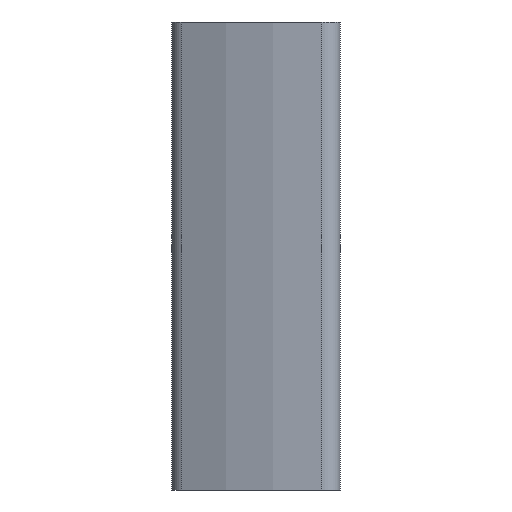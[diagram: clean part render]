
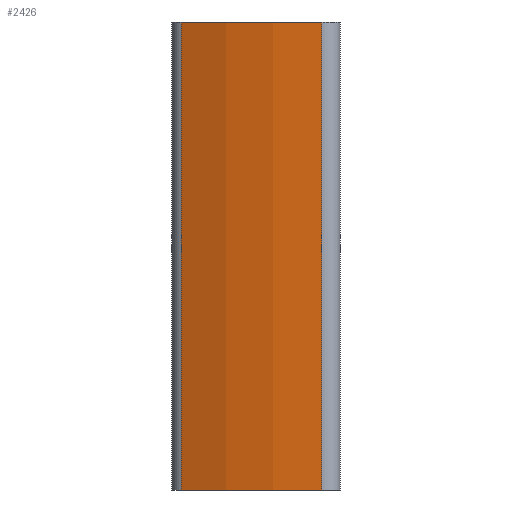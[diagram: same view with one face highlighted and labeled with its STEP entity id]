
A CAD part, left-side view. The second image highlights one B-rep face of the part: STEP entity #2426.
In plain terms, the highlighted cylindrical face has radius 60 mm (diameter 120 mm), a partial arc.
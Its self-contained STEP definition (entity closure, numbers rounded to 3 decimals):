
#2398 = VERTEX_POINT('',#2399);
#2399 = CARTESIAN_POINT('',(367.991,275.582,0.));
#2408 = VERTEX_POINT('',#2409);
#2409 = CARTESIAN_POINT('',(367.991,275.582,-80.));
#2416 = EDGE_CURVE('',#2398,#2408,#2417,.T.);
#2417 = LINE('',#2418,#2419);
#2418 = CARTESIAN_POINT('',(367.991,275.582,0.));
#2419 = VECTOR('',#2420,1.);
#2420 = DIRECTION('',(0.,0.,-1.));
#2426 = ADVANCED_FACE('',(#2427),#2454,.T.);
#2427 = FACE_BOUND('',#2428,.T.);
#2428 = EDGE_LOOP('',(#2429,#2438,#2439,#2448));
#2429 = ORIENTED_EDGE('',*,*,#2430,.F.);
#2430 = EDGE_CURVE('',#2398,#2431,#2433,.T.);
#2431 = VERTEX_POINT('',#2432);
#2432 = CARTESIAN_POINT('',(361.543,251.516,0.));
#2433 = CIRCLE('',#2434,60.);
#2434 = AXIS2_PLACEMENT_3D('',#2435,#2436,#2437);
#2435 = CARTESIAN_POINT('',(421.46,248.359,0.));
#2436 = DIRECTION('',(0.,0.,1.));
#2437 = DIRECTION('',(-0.891,0.454,0.));
#2438 = ORIENTED_EDGE('',*,*,#2416,.T.);
#2439 = ORIENTED_EDGE('',*,*,#2440,.F.);
#2440 = EDGE_CURVE('',#2441,#2408,#2443,.T.);
#2441 = VERTEX_POINT('',#2442);
#2442 = CARTESIAN_POINT('',(361.543,251.516,-80.));
#2443 = CIRCLE('',#2444,60.);
#2444 = AXIS2_PLACEMENT_3D('',#2445,#2446,#2447);
#2445 = CARTESIAN_POINT('',(421.46,248.359,-80.));
#2446 = DIRECTION('',(0.,0.,-1.));
#2447 = DIRECTION('',(-0.966,0.259,0.));
#2448 = ORIENTED_EDGE('',*,*,#2449,.F.);
#2449 = EDGE_CURVE('',#2431,#2441,#2450,.T.);
#2450 = LINE('',#2451,#2452);
#2451 = CARTESIAN_POINT('',(361.543,251.516,0.));
#2452 = VECTOR('',#2453,1.);
#2453 = DIRECTION('',(0.,0.,-1.));
#2454 = CYLINDRICAL_SURFACE('',#2455,60.);
#2455 = AXIS2_PLACEMENT_3D('',#2456,#2457,#2458);
#2456 = CARTESIAN_POINT('',(421.46,248.359,0.));
#2457 = DIRECTION('',(0.,0.,-1.));
#2458 = DIRECTION('',(-0.966,0.259,0.));
